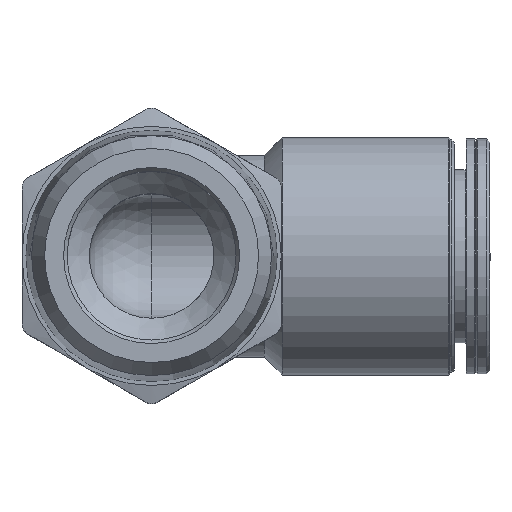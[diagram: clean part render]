
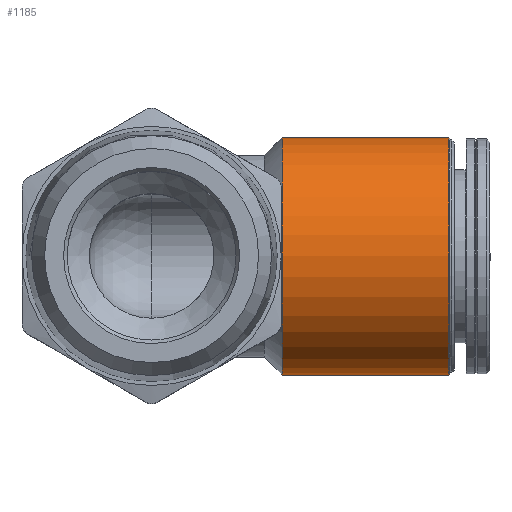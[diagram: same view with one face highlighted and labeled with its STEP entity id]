
A CAD part, top view. The second image highlights one B-rep face of the part: STEP entity #1185.
In plain terms, the highlighted cylindrical face has radius 10 mm (diameter 20 mm), a full revolution.
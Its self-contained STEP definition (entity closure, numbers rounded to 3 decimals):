
#286=ORIENTED_EDGE('',*,*,#627,.F.);
#287=ORIENTED_EDGE('',*,*,#628,.T.);
#627=EDGE_CURVE('',#797,#797,#874,.T.);
#628=EDGE_CURVE('',#798,#798,#875,.T.);
#797=VERTEX_POINT('',#1952);
#798=VERTEX_POINT('',#1954);
#874=CIRCLE('',#1291,10.);
#875=CIRCLE('',#1292,10.);
#936=EDGE_LOOP('',(#286));
#937=EDGE_LOOP('',(#287));
#1047=FACE_BOUND('',#936,.T.);
#1048=FACE_BOUND('',#937,.T.);
#1153=CYLINDRICAL_SURFACE('',#1290,10.);
#1185=ADVANCED_FACE('',(#1047,#1048),#1153,.T.);
#1290=AXIS2_PLACEMENT_3D('',#1950,#1468,#1469);
#1291=AXIS2_PLACEMENT_3D('',#1951,#1470,#1471);
#1292=AXIS2_PLACEMENT_3D('',#1953,#1472,#1473);
#1468=DIRECTION('',(-1.,0.,0.));
#1469=DIRECTION('',(0.,0.,1.));
#1470=DIRECTION('',(-1.,0.,0.));
#1471=DIRECTION('',(0.,0.,1.));
#1472=DIRECTION('',(-1.,0.,0.));
#1473=DIRECTION('',(0.,0.,1.));
#1950=CARTESIAN_POINT('',(-4.5,0.,-20.));
#1951=CARTESIAN_POINT('',(11.,0.,-20.));
#1952=CARTESIAN_POINT('',(11.,0.,-10.));
#1953=CARTESIAN_POINT('',(25.029,0.,-20.));
#1954=CARTESIAN_POINT('',(25.029,0.,-10.));
